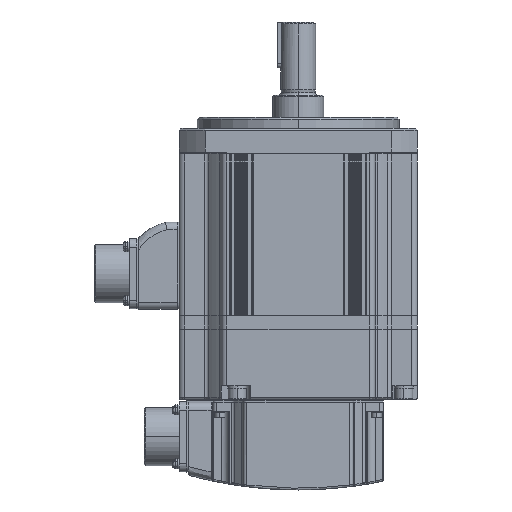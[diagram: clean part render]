
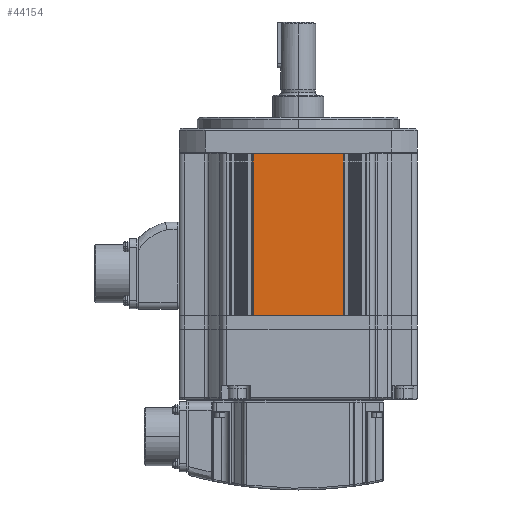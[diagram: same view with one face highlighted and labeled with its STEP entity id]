
A CAD part, left-side view. The second image highlights one B-rep face of the part: STEP entity #44154.
In plain terms, the highlighted planar face has unit normal (-1, 0, 0).
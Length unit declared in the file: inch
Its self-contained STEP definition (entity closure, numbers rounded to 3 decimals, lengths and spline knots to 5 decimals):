
#100 = LINE ( 'NONE', #19677, #1108 ) ;
#1108 = VECTOR ( 'NONE', #69883, 39.37008 ) ;
#8023 = VERTEX_POINT ( 'NONE', #49916 ) ;
#9795 = DIRECTION ( 'NONE',  ( 0., 0., 1. ) ) ;
#12527 = ORIENTED_EDGE ( 'NONE', *, *, #71637, .F. ) ;
#12713 = AXIS2_PLACEMENT_3D ( 'NONE', #13910, #32538, #70552 ) ;
#13354 = EDGE_CURVE ( 'NONE', #8023, #58755, #72906, .T. ) ;
#13910 = CARTESIAN_POINT ( 'NONE',  ( -2.55906, -0.96457, -0.3937 ) ) ;
#15618 = DIRECTION ( 'NONE',  ( 0., -1., 0. ) ) ;
#16322 = VERTEX_POINT ( 'NONE', #42114 ) ;
#19677 = CARTESIAN_POINT ( 'NONE',  ( -2.55906, -0.96457, -0.3937 ) ) ;
#20616 = CARTESIAN_POINT ( 'NONE',  ( -2.55906, 1.47638, -3.85827 ) ) ;
#20856 = CARTESIAN_POINT ( 'NONE',  ( -2.55906, 0.96457, -3.85827 ) ) ;
#21281 = VECTOR ( 'NONE', #9795, 39.37008 ) ;
#21641 = CARTESIAN_POINT ( 'NONE',  ( -2.55906, 0.96457, -0.3937 ) ) ;
#32538 = DIRECTION ( 'NONE',  ( 1., 0., 0. ) ) ;
#33327 = DIRECTION ( 'NONE',  ( 0., 1., 0. ) ) ;
#35141 = LINE ( 'NONE', #40243, #53631 ) ;
#35213 = CARTESIAN_POINT ( 'NONE',  ( -2.55906, 0.96457, -0.3937 ) ) ;
#37896 = VECTOR ( 'NONE', #33327, 39.37008 ) ;
#40243 = CARTESIAN_POINT ( 'NONE',  ( -2.55906, 1.47638, -0.3937 ) ) ;
#42114 = CARTESIAN_POINT ( 'NONE',  ( -2.55906, -0.96457, -0.3937 ) ) ;
#44154 = ADVANCED_FACE ( 'NONE', ( #57705 ), #51849, .F. ) ;
#49916 = CARTESIAN_POINT ( 'NONE',  ( -2.55906, -0.96457, -3.85827 ) ) ;
#50111 = EDGE_CURVE ( 'NONE', #16322, #8023, #100, .T. ) ;
#51849 = PLANE ( 'NONE',  #12713 ) ;
#53631 = VECTOR ( 'NONE', #15618, 39.37008 ) ;
#56200 = ORIENTED_EDGE ( 'NONE', *, *, #73790, .F. ) ;
#57705 = FACE_OUTER_BOUND ( 'NONE', #62733, .T. ) ;
#58755 = VERTEX_POINT ( 'NONE', #20856 ) ;
#61194 = ORIENTED_EDGE ( 'NONE', *, *, #13354, .F. ) ;
#61694 = ORIENTED_EDGE ( 'NONE', *, *, #50111, .F. ) ;
#62733 = EDGE_LOOP ( 'NONE', ( #61694, #12527, #56200, #61194 ) ) ;
#67853 = LINE ( 'NONE', #35213, #21281 ) ;
#69883 = DIRECTION ( 'NONE',  ( 0., 0., -1. ) ) ;
#70552 = DIRECTION ( 'NONE',  ( 0., 0., -1. ) ) ;
#71637 = EDGE_CURVE ( 'NONE', #77018, #16322, #35141, .T. ) ;
#72906 = LINE ( 'NONE', #20616, #37896 ) ;
#73790 = EDGE_CURVE ( 'NONE', #58755, #77018, #67853, .T. ) ;
#77018 = VERTEX_POINT ( 'NONE', #21641 ) ;
